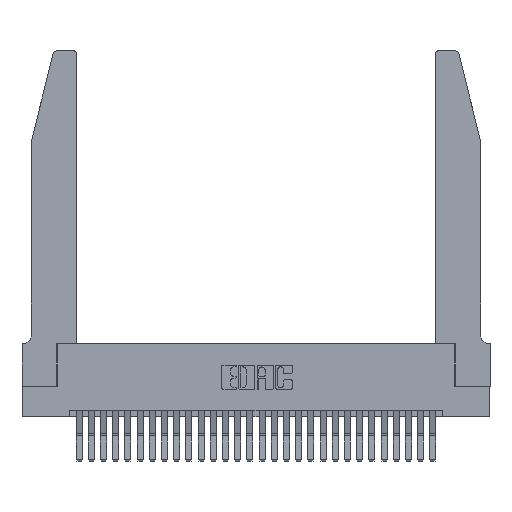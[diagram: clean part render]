
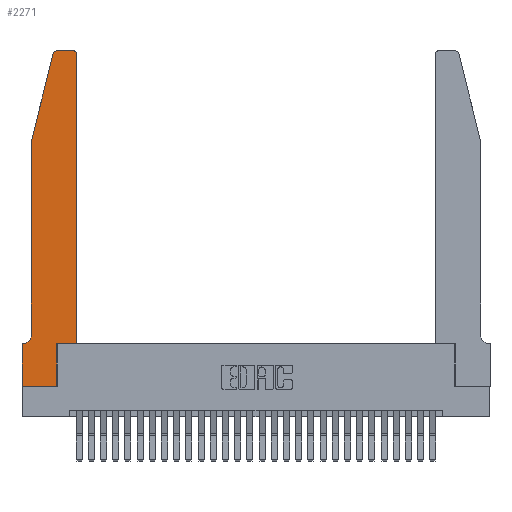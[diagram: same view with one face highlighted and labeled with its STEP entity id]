
A CAD part, top view. The second image highlights one B-rep face of the part: STEP entity #2271.
In plain terms, the highlighted planar face has unit normal (0, 0, 1).
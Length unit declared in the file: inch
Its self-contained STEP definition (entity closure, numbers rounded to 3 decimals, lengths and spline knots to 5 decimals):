
#662 = DIRECTION ( 'NONE',  ( 1., 0., 0. ) ) ;
#704 = DIRECTION ( 'NONE',  ( -0.239, -0.971, 0. ) ) ;
#995 = VERTEX_POINT ( 'NONE', #27214 ) ;
#1267 = DIRECTION ( 'NONE',  ( 0., 0., -1. ) ) ;
#1476 = LINE ( 'NONE', #14784, #14052 ) ;
#1605 = CIRCLE ( 'NONE', #4626, 0.07 ) ;
#1659 = EDGE_CURVE ( 'NONE', #20769, #995, #28865, .T. ) ;
#1706 = EDGE_CURVE ( 'NONE', #22664, #19589, #9719, .T. ) ;
#2093 = EDGE_LOOP ( 'NONE', ( #6253, #11846, #17432, #15362, #26805, #12323, #13111, #11748, #5785, #23096, #26708, #20107 ) ) ;
#2271 = ADVANCED_FACE ( 'NONE', ( #18991 ), #16550, .T. ) ;
#2495 = VECTOR ( 'NONE', #8040, 39.37008 ) ;
#3159 = LINE ( 'NONE', #22632, #27166 ) ;
#3756 = AXIS2_PLACEMENT_3D ( 'NONE', #26195, #12392, #28468 ) ;
#4195 = VECTOR ( 'NONE', #12898, 39.37008 ) ;
#4626 = AXIS2_PLACEMENT_3D ( 'NONE', #15411, #1267, #17785 ) ;
#5525 = CARTESIAN_POINT ( 'NONE',  ( 0.4505, 0.35, 0.37 ) ) ;
#5785 = ORIENTED_EDGE ( 'NONE', *, *, #16109, .T. ) ;
#5939 = EDGE_CURVE ( 'NONE', #8849, #24268, #27240, .T. ) ;
#6253 = ORIENTED_EDGE ( 'NONE', *, *, #12616, .T. ) ;
#7693 = VERTEX_POINT ( 'NONE', #28386 ) ;
#7964 = DIRECTION ( 'NONE',  ( 1., 0., 0. ) ) ;
#8040 = DIRECTION ( 'NONE',  ( -1., 0., 0. ) ) ;
#8240 = EDGE_CURVE ( 'NONE', #11828, #22664, #17815, .T. ) ;
#8849 = VERTEX_POINT ( 'NONE', #16565 ) ;
#9183 = CARTESIAN_POINT ( 'NONE',  ( 0.2865, 0., 0.37 ) ) ;
#9574 = DIRECTION ( 'NONE',  ( 0., 1., 0. ) ) ;
#9719 = CIRCLE ( 'NONE', #22662, 0.03 ) ;
#9735 = CARTESIAN_POINT ( 'NONE',  ( 0.4505, 2.72, 0.37 ) ) ;
#9929 = EDGE_CURVE ( 'NONE', #17023, #25184, #17005, .T. ) ;
#10088 = DIRECTION ( 'NONE',  ( 0., 1., 0. ) ) ;
#10305 = CARTESIAN_POINT ( 'NONE',  ( 0.284, 2.75, 0.37 ) ) ;
#10487 = CARTESIAN_POINT ( 'NONE',  ( 0., 0.35, 0.37 ) ) ;
#10563 = CARTESIAN_POINT ( 'NONE',  ( 0., 0., 0.37 ) ) ;
#10925 = EDGE_CURVE ( 'NONE', #13786, #20769, #22335, .T. ) ;
#11718 = CARTESIAN_POINT ( 'NONE',  ( 0.25487, 2.72718, 0.37 ) ) ;
#11748 = ORIENTED_EDGE ( 'NONE', *, *, #9929, .T. ) ;
#11761 = CARTESIAN_POINT ( 'NONE',  ( 0.2865, 0.35, 0.37 ) ) ;
#11828 = VERTEX_POINT ( 'NONE', #5525 ) ;
#11846 = ORIENTED_EDGE ( 'NONE', *, *, #10925, .T. ) ;
#12072 = VECTOR ( 'NONE', #10088, 39.37008 ) ;
#12323 = ORIENTED_EDGE ( 'NONE', *, *, #5939, .T. ) ;
#12392 = DIRECTION ( 'NONE',  ( 0., 0., 1. ) ) ;
#12616 = EDGE_CURVE ( 'NONE', #19589, #13786, #3159, .T. ) ;
#12898 = DIRECTION ( 'NONE',  ( 0., -1., 0. ) ) ;
#13111 = ORIENTED_EDGE ( 'NONE', *, *, #19690, .T. ) ;
#13635 = DIRECTION ( 'NONE',  ( 1., 0., 0. ) ) ;
#13707 = EDGE_CURVE ( 'NONE', #26335, #11828, #1476, .T. ) ;
#13759 = AXIS2_PLACEMENT_3D ( 'NONE', #10487, #19183, #7964 ) ;
#13786 = VERTEX_POINT ( 'NONE', #10305 ) ;
#14052 = VECTOR ( 'NONE', #662, 39.37008 ) ;
#14784 = CARTESIAN_POINT ( 'NONE',  ( 0.4505, 0.35, 0.37 ) ) ;
#14930 = CARTESIAN_POINT ( 'NONE',  ( 0.4205, 2.72, 0.37 ) ) ;
#14937 = CARTESIAN_POINT ( 'NONE',  ( 0.4205, 2.75, 0.37 ) ) ;
#15362 = ORIENTED_EDGE ( 'NONE', *, *, #20441, .T. ) ;
#15411 = CARTESIAN_POINT ( 'NONE',  ( 0.0055, 0.42, 0.37 ) ) ;
#16109 = EDGE_CURVE ( 'NONE', #25184, #26335, #18375, .T. ) ;
#16282 = VECTOR ( 'NONE', #13635, 39.37008 ) ;
#16550 = PLANE ( 'NONE',  #13759 ) ;
#16565 = CARTESIAN_POINT ( 'NONE',  ( 0.0055, 0.35, 0.37 ) ) ;
#17005 = LINE ( 'NONE', #25102, #16282 ) ;
#17023 = VERTEX_POINT ( 'NONE', #25095 ) ;
#17155 = CARTESIAN_POINT ( 'NONE',  ( 0.2865, 0.35, 0.37 ) ) ;
#17432 = ORIENTED_EDGE ( 'NONE', *, *, #1659, .T. ) ;
#17785 = DIRECTION ( 'NONE',  ( -1., 0., 0. ) ) ;
#17790 = LINE ( 'NONE', #10563, #29116 ) ;
#17815 = LINE ( 'NONE', #25709, #23149 ) ;
#18147 = DIRECTION ( 'NONE',  ( -1., 0., 0. ) ) ;
#18375 = LINE ( 'NONE', #17155, #12072 ) ;
#18482 = EDGE_CURVE ( 'NONE', #7693, #8849, #1605, .T. ) ;
#18991 = FACE_OUTER_BOUND ( 'NONE', #2093, .T. ) ;
#19183 = DIRECTION ( 'NONE',  ( 0., 0., 1. ) ) ;
#19589 = VERTEX_POINT ( 'NONE', #14937 ) ;
#19690 = EDGE_CURVE ( 'NONE', #24268, #17023, #17790, .T. ) ;
#19774 = CARTESIAN_POINT ( 'NONE',  ( 0.0755, 0.35, 0.37 ) ) ;
#20107 = ORIENTED_EDGE ( 'NONE', *, *, #1706, .T. ) ;
#20441 = EDGE_CURVE ( 'NONE', #995, #7693, #22176, .T. ) ;
#20613 = DIRECTION ( 'NONE',  ( 1., 0., 0. ) ) ;
#20617 = DIRECTION ( 'NONE',  ( 0., 0., 1. ) ) ;
#20769 = VERTEX_POINT ( 'NONE', #11718 ) ;
#22169 = VECTOR ( 'NONE', #704, 39.37008 ) ;
#22176 = LINE ( 'NONE', #28938, #4195 ) ;
#22335 = CIRCLE ( 'NONE', #3756, 0.03 ) ;
#22632 = CARTESIAN_POINT ( 'NONE',  ( 0.2605, 2.75, 0.37 ) ) ;
#22662 = AXIS2_PLACEMENT_3D ( 'NONE', #14930, #20617, #20613 ) ;
#22664 = VERTEX_POINT ( 'NONE', #9735 ) ;
#23096 = ORIENTED_EDGE ( 'NONE', *, *, #13707, .T. ) ;
#23149 = VECTOR ( 'NONE', #9574, 39.37008 ) ;
#24268 = VERTEX_POINT ( 'NONE', #28629 ) ;
#25095 = CARTESIAN_POINT ( 'NONE',  ( 0., 0., 0.37 ) ) ;
#25102 = CARTESIAN_POINT ( 'NONE',  ( 0., 0., 0.37 ) ) ;
#25184 = VERTEX_POINT ( 'NONE', #9183 ) ;
#25709 = CARTESIAN_POINT ( 'NONE',  ( 0.4505, 0.35, 0.37 ) ) ;
#26195 = CARTESIAN_POINT ( 'NONE',  ( 0.284, 2.72, 0.37 ) ) ;
#26335 = VERTEX_POINT ( 'NONE', #11761 ) ;
#26708 = ORIENTED_EDGE ( 'NONE', *, *, #8240, .T. ) ;
#26727 = DIRECTION ( 'NONE',  ( 0., -1., 0. ) ) ;
#26805 = ORIENTED_EDGE ( 'NONE', *, *, #18482, .T. ) ;
#27166 = VECTOR ( 'NONE', #18147, 39.37008 ) ;
#27214 = CARTESIAN_POINT ( 'NONE',  ( 0.0755, 2., 0.37 ) ) ;
#27240 = LINE ( 'NONE', #19774, #2495 ) ;
#28348 = CARTESIAN_POINT ( 'NONE',  ( 0.0755, 2., 0.37 ) ) ;
#28386 = CARTESIAN_POINT ( 'NONE',  ( 0.0755, 0.42, 0.37 ) ) ;
#28468 = DIRECTION ( 'NONE',  ( 1., 0., 0. ) ) ;
#28629 = CARTESIAN_POINT ( 'NONE',  ( 0., 0.35, 0.37 ) ) ;
#28865 = LINE ( 'NONE', #28348, #22169 ) ;
#28938 = CARTESIAN_POINT ( 'NONE',  ( 0.0755, 2., 0.37 ) ) ;
#29116 = VECTOR ( 'NONE', #26727, 39.37008 ) ;
